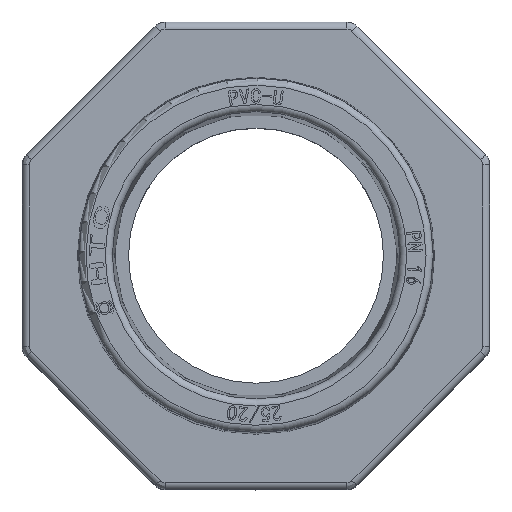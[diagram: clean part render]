
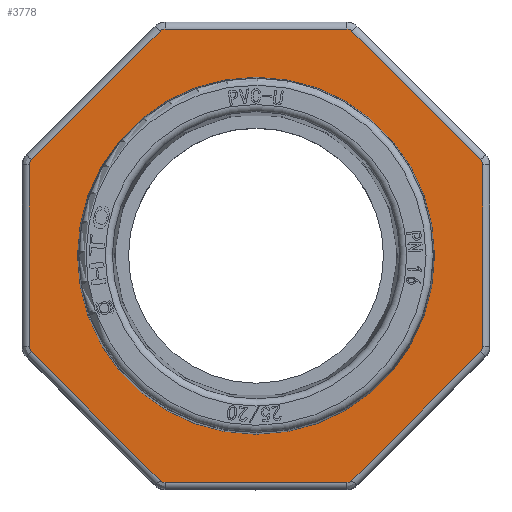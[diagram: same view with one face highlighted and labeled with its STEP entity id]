
A CAD part, top view. The second image highlights one B-rep face of the part: STEP entity #3778.
In plain terms, the highlighted planar face has unit normal (0, 0, 1).
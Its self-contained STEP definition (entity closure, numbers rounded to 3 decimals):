
#931=LINE('',#23131,#1668);
#932=LINE('',#23154,#1669);
#933=LINE('',#23177,#1670);
#934=LINE('',#23446,#1671);
#937=LINE('',#23456,#1674);
#938=LINE('',#23462,#1675);
#939=LINE('',#23466,#1676);
#940=LINE('',#23470,#1677);
#1668=VECTOR('',#15407,1.);
#1669=VECTOR('',#15416,1.);
#1670=VECTOR('',#15425,1.);
#1671=VECTOR('',#15526,1.);
#1674=VECTOR('',#15535,1.);
#1675=VECTOR('',#15542,1.);
#1676=VECTOR('',#15545,1.);
#1677=VECTOR('',#15548,1.);
#3778=ADVANCED_FACE('',(#5263,#5264),#4527,.F.);
#4527=PLANE('',#14486);
#5263=FACE_BOUND('',#5372,.T.);
#5264=FACE_BOUND('',#5373,.T.);
#5372=EDGE_LOOP('',(#6850));
#5373=EDGE_LOOP('',(#6851,#6852,#6853,#6854,#6855,#6856,#6857,#6858,#6859,
#6860,#6861,#6862,#6863,#6864,#6865,#6866));
#6850=ORIENTED_EDGE('',*,*,#12640,.F.);
#6851=ORIENTED_EDGE('',*,*,#12639,.T.);
#6852=ORIENTED_EDGE('',*,*,#12641,.T.);
#6853=ORIENTED_EDGE('',*,*,#12642,.T.);
#6854=ORIENTED_EDGE('',*,*,#12643,.T.);
#6855=ORIENTED_EDGE('',*,*,#12644,.T.);
#6856=ORIENTED_EDGE('',*,*,#12645,.T.);
#6857=ORIENTED_EDGE('',*,*,#12646,.T.);
#6858=ORIENTED_EDGE('',*,*,#12647,.T.);
#6859=ORIENTED_EDGE('',*,*,#12634,.T.);
#6860=ORIENTED_EDGE('',*,*,#12598,.T.);
#6861=ORIENTED_EDGE('',*,*,#12596,.T.);
#6862=ORIENTED_EDGE('',*,*,#12594,.T.);
#6863=ORIENTED_EDGE('',*,*,#12592,.T.);
#6864=ORIENTED_EDGE('',*,*,#12590,.T.);
#6865=ORIENTED_EDGE('',*,*,#12588,.T.);
#6866=ORIENTED_EDGE('',*,*,#12600,.T.);
#11103=VERTEX_POINT('',#23128);
#11104=VERTEX_POINT('',#23130);
#11105=VERTEX_POINT('',#23134);
#11106=VERTEX_POINT('',#23153);
#11107=VERTEX_POINT('',#23157);
#11108=VERTEX_POINT('',#23176);
#11109=VERTEX_POINT('',#23180);
#11110=VERTEX_POINT('',#23199);
#11131=VERTEX_POINT('',#23447);
#11134=VERTEX_POINT('',#23455);
#11135=VERTEX_POINT('',#23459);
#11136=VERTEX_POINT('',#23461);
#11137=VERTEX_POINT('',#23463);
#11138=VERTEX_POINT('',#23465);
#11139=VERTEX_POINT('',#23467);
#11140=VERTEX_POINT('',#23469);
#11141=VERTEX_POINT('',#23471);
#12588=EDGE_CURVE('',#11103,#11104,#931,.T.);
#12590=EDGE_CURVE('',#11105,#11103,#14263,.T.);
#12592=EDGE_CURVE('',#11106,#11105,#932,.T.);
#12594=EDGE_CURVE('',#11107,#11106,#14266,.T.);
#12596=EDGE_CURVE('',#11108,#11107,#933,.T.);
#12598=EDGE_CURVE('',#11109,#11108,#14269,.T.);
#12600=EDGE_CURVE('',#11104,#11110,#14271,.T.);
#12634=EDGE_CURVE('',#11131,#11109,#934,.T.);
#12639=EDGE_CURVE('',#11110,#11134,#937,.T.);
#12640=EDGE_CURVE('',#11135,#11135,#14305,.T.);
#12641=EDGE_CURVE('',#11134,#11136,#14306,.T.);
#12642=EDGE_CURVE('',#11136,#11137,#938,.T.);
#12643=EDGE_CURVE('',#11137,#11138,#14307,.T.);
#12644=EDGE_CURVE('',#11138,#11139,#939,.T.);
#12645=EDGE_CURVE('',#11139,#11140,#14308,.T.);
#12646=EDGE_CURVE('',#11140,#11141,#940,.T.);
#12647=EDGE_CURVE('',#11141,#11131,#14309,.T.);
#14263=CIRCLE('',#14421,0.5);
#14266=CIRCLE('',#14425,0.5);
#14269=CIRCLE('',#14429,0.5);
#14271=CIRCLE('',#14431,0.5);
#14305=CIRCLE('',#14481,12.6);
#14306=CIRCLE('',#14482,0.5);
#14307=CIRCLE('',#14483,0.5);
#14308=CIRCLE('',#14484,0.5);
#14309=CIRCLE('',#14485,0.5);
#14421=AXIS2_PLACEMENT_3D('',#23135,#15412,#15413);
#14425=AXIS2_PLACEMENT_3D('',#23158,#15421,#15422);
#14429=AXIS2_PLACEMENT_3D('',#23181,#15430,#15431);
#14431=AXIS2_PLACEMENT_3D('',#23200,#15434,#15435);
#14481=AXIS2_PLACEMENT_3D('',#23458,#15538,#15539);
#14482=AXIS2_PLACEMENT_3D('',#23460,#15540,#15541);
#14483=AXIS2_PLACEMENT_3D('',#23464,#15543,#15544);
#14484=AXIS2_PLACEMENT_3D('',#23468,#15546,#15547);
#14485=AXIS2_PLACEMENT_3D('',#23472,#15549,#15550);
#14486=AXIS2_PLACEMENT_3D('',#23473,#15551,#15552);
#15407=DIRECTION('',(-0.707,-0.707,0.));
#15412=DIRECTION('',(0.,0.,1.));
#15413=DIRECTION('',(-1.,0.,0.));
#15416=DIRECTION('',(-1.,0.,0.));
#15421=DIRECTION('',(0.,0.,1.));
#15422=DIRECTION('',(-1.,0.,0.));
#15425=DIRECTION('',(-0.707,0.707,0.));
#15430=DIRECTION('',(0.,0.,1.));
#15431=DIRECTION('',(-1.,0.,0.));
#15434=DIRECTION('',(0.,0.,1.));
#15435=DIRECTION('',(-1.,0.,0.));
#15526=DIRECTION('',(0.,1.,0.));
#15535=DIRECTION('',(0.,-1.,0.));
#15538=DIRECTION('',(0.,0.,1.));
#15539=DIRECTION('',(-1.,0.,0.));
#15540=DIRECTION('',(0.,0.,1.));
#15541=DIRECTION('',(-1.,0.,0.));
#15542=DIRECTION('',(0.707,-0.707,0.));
#15543=DIRECTION('',(0.,0.,1.));
#15544=DIRECTION('',(-1.,0.,0.));
#15545=DIRECTION('',(1.,0.,0.));
#15546=DIRECTION('',(0.,0.,1.));
#15547=DIRECTION('',(-1.,0.,0.));
#15548=DIRECTION('',(0.707,0.707,0.));
#15549=DIRECTION('',(0.,0.,1.));
#15550=DIRECTION('',(-1.,0.,0.));
#15551=DIRECTION('',(0.,0.,-1.));
#15552=DIRECTION('',(-1.,0.,0.));
#23128=CARTESIAN_POINT('',(-6.774,59.354,27.004));
#23130=CARTESIAN_POINT('',(-15.854,50.274,27.004));
#23131=CARTESIAN_POINT('',(-16.,50.127,27.004));
#23134=CARTESIAN_POINT('',(-6.42,59.5,27.004));
#23135=CARTESIAN_POINT('',(-6.42,59.,27.004));
#23153=CARTESIAN_POINT('',(6.42,59.5,27.004));
#23154=CARTESIAN_POINT('',(-6.627,59.5,27.004));
#23157=CARTESIAN_POINT('',(6.774,59.354,27.004));
#23158=CARTESIAN_POINT('',(6.42,59.,27.004));
#23176=CARTESIAN_POINT('',(15.854,50.274,27.004));
#23177=CARTESIAN_POINT('',(6.627,59.5,27.004));
#23180=CARTESIAN_POINT('',(16.,49.92,27.004));
#23181=CARTESIAN_POINT('',(15.5,49.92,27.004));
#23199=CARTESIAN_POINT('',(-16.,49.92,27.004));
#23200=CARTESIAN_POINT('',(-15.5,49.92,27.004));
#23446=CARTESIAN_POINT('',(16.,0.,27.004));
#23447=CARTESIAN_POINT('',(16.,37.08,27.004));
#23455=CARTESIAN_POINT('',(-16.,37.08,27.004));
#23456=CARTESIAN_POINT('',(-16.,36.873,27.004));
#23458=CARTESIAN_POINT('',(0.,43.5,27.004));
#23459=CARTESIAN_POINT('',(-12.6,43.5,27.004));
#23460=CARTESIAN_POINT('',(-15.5,37.08,27.004));
#23461=CARTESIAN_POINT('',(-15.854,36.726,27.004));
#23462=CARTESIAN_POINT('',(10.436,10.436,27.004));
#23463=CARTESIAN_POINT('',(-6.774,27.646,27.004));
#23464=CARTESIAN_POINT('',(-6.42,28.,27.004));
#23465=CARTESIAN_POINT('',(-6.42,27.5,27.004));
#23466=CARTESIAN_POINT('',(0.,27.5,27.004));
#23467=CARTESIAN_POINT('',(6.42,27.5,27.004));
#23468=CARTESIAN_POINT('',(6.42,28.,27.004));
#23469=CARTESIAN_POINT('',(6.774,27.646,27.004));
#23470=CARTESIAN_POINT('',(-10.436,10.436,27.004));
#23471=CARTESIAN_POINT('',(15.854,36.726,27.004));
#23472=CARTESIAN_POINT('',(15.5,37.08,27.004));
#23473=CARTESIAN_POINT('',(0.,0.,27.004));
